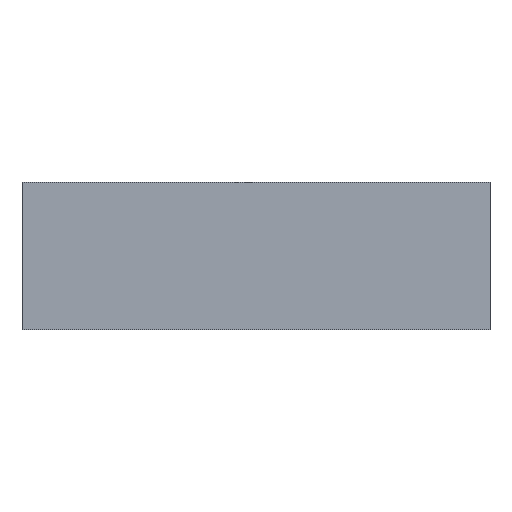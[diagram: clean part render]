
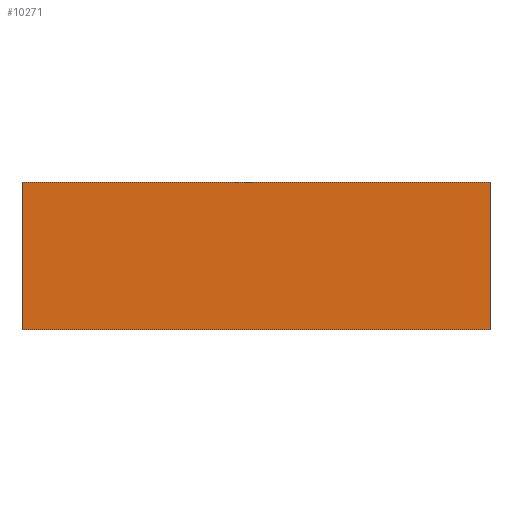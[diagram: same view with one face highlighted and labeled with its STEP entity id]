
A CAD part, left-side view. The second image highlights one B-rep face of the part: STEP entity #10271.
In plain terms, the highlighted planar face has unit normal (-1, 0, 0).
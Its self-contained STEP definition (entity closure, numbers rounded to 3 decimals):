
#1257=FACE_OUTER_BOUND('',#1843,.T.);
#1843=EDGE_LOOP('',(#8991,#8992,#8993,#8994));
#1922=LINE('',#13188,#2902);
#2371=LINE('',#15958,#3351);
#2839=LINE('',#17647,#3819);
#2840=LINE('',#17648,#3820);
#2902=VECTOR('',#10992,10.);
#3351=VECTOR('',#11721,10.);
#3819=VECTOR('',#13053,10.);
#3820=VECTOR('',#13054,10.);
#3862=VERTEX_POINT('',#13184);
#3864=VERTEX_POINT('',#13187);
#4317=VERTEX_POINT('',#15956);
#4786=VERTEX_POINT('',#17646);
#4846=EDGE_CURVE('',#3864,#3862,#1922,.T.);
#5521=EDGE_CURVE('',#3862,#4317,#2371,.T.);
#6201=EDGE_CURVE('',#4786,#4317,#2839,.T.);
#6202=EDGE_CURVE('',#3864,#4786,#2840,.T.);
#8991=ORIENTED_EDGE('',*,*,#4846,.T.);
#8992=ORIENTED_EDGE('',*,*,#5521,.T.);
#8993=ORIENTED_EDGE('',*,*,#6201,.F.);
#8994=ORIENTED_EDGE('',*,*,#6202,.F.);
#9352=PLANE('',#10883);
#10271=ADVANCED_FACE('',(#1257),#9352,.T.);
#10883=AXIS2_PLACEMENT_3D('',#17645,#13051,#13052);
#10992=DIRECTION('',(0.,-1.,0.));
#11721=DIRECTION('',(0.,0.,1.));
#13051=DIRECTION('center_axis',(-1.,0.,0.));
#13052=DIRECTION('ref_axis',(0.,-1.,0.));
#13053=DIRECTION('',(0.,-1.,0.));
#13054=DIRECTION('',(0.,0.,1.));
#13184=CARTESIAN_POINT('',(0.,0.,0.));
#13187=CARTESIAN_POINT('',(0.,120.65,0.));
#13188=CARTESIAN_POINT('',(0.,120.65,0.));
#15956=CARTESIAN_POINT('',(0.,0.,38.1));
#15958=CARTESIAN_POINT('',(0.,0.,0.));
#17645=CARTESIAN_POINT('Origin',(0.,120.65,0.));
#17646=CARTESIAN_POINT('',(0.,120.65,38.1));
#17647=CARTESIAN_POINT('',(0.,120.65,38.1));
#17648=CARTESIAN_POINT('',(0.,120.65,0.));
